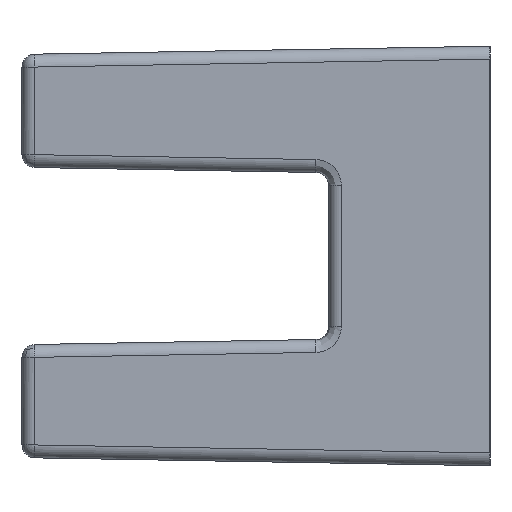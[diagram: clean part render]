
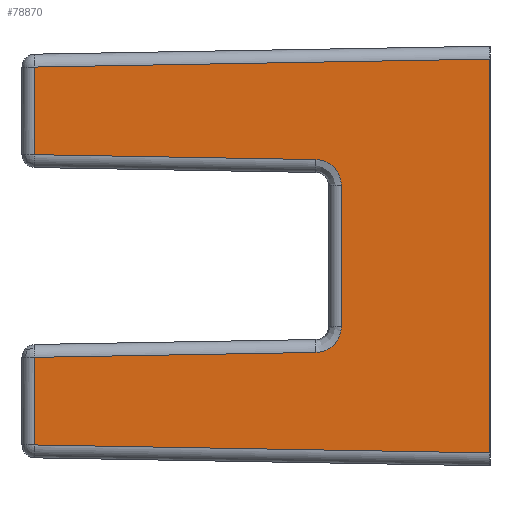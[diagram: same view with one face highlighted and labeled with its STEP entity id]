
A CAD part, left-side view. The second image highlights one B-rep face of the part: STEP entity #78870.
In plain terms, the highlighted planar face has unit normal (-1, 0.018, 0).
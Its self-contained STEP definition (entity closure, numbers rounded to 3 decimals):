
#18050=CARTESIAN_POINT('',(-83.508,28.214,
-11.708));
#18060=VERTEX_POINT('',#18050);
#18090=CARTESIAN_POINT('',(-84.,0.014,
-12.2));
#18100=DIRECTION('',(-0.017,-1.,
-0.017));
#18110=VECTOR('',#18100,1.);
#18120=LINE('',#18090,#18110);
#18130=CARTESIAN_POINT('',(-84.,0.,-12.2))
;
#18140=VERTEX_POINT('',#18130);
#18150=EDGE_CURVE('',#18060,#18140,#18120,.T.);
#19300=CARTESIAN_POINT('',(-84.,0.,12.2));
#19310=VERTEX_POINT('',#19300);
#19660=CARTESIAN_POINT('',(-84.,0.,-6.));
#19670=DIRECTION('',(0.,0.,1.));
#19680=VECTOR('',#19670,1000.);
#19690=LINE('',#19660,#19680);
#19700=EDGE_CURVE('',#18140,#19310,#19690,.T.);
#41080=CARTESIAN_POINT('',(-83.508,28.214,
11.708));
#41090=VERTEX_POINT('',#41080);
#41120=CARTESIAN_POINT('',(-83.508,28.214,0.));
#41130=DIRECTION('',(0.,0.,1.));
#41140=VECTOR('',#41130,1.);
#41150=LINE('',#41120,#41140);
#41160=CARTESIAN_POINT('',(-83.508,28.214,
6.28));
#41170=VERTEX_POINT('',#41160);
#41180=EDGE_CURVE('',#41170,#41090,#41150,.T.);
#43610=CARTESIAN_POINT('',(-84.,0.014,
12.2));
#43620=DIRECTION('',(-0.017,-1.,
0.017));
#43630=VECTOR('',#43620,1.);
#43640=LINE('',#43610,#43630);
#43650=EDGE_CURVE('',#41090,#19310,#43640,.T.);
#74390=CARTESIAN_POINT('',(-83.508,28.214,
-6.28));
#74400=VERTEX_POINT('',#74390);
#74430=CARTESIAN_POINT('',(-83.508,28.214,
0.));
#74440=DIRECTION('',(0.,0.,-1.));
#74450=VECTOR('',#74440,1.);
#74460=LINE('',#74430,#74450);
#74470=EDGE_CURVE('',#74400,#18060,#74460,.T.);
#76380=CARTESIAN_POINT('',(-83.812,10.786,
-5.976));
#76390=VERTEX_POINT('',#76380);
#76420=CARTESIAN_POINT('',(-84.,0.014,
-5.788));
#76430=DIRECTION('',(0.017,1.,
-0.017));
#76440=VECTOR('',#76430,1.);
#76450=LINE('',#76420,#76440);
#76460=EDGE_CURVE('',#76390,#74400,#76450,.T.);
#76610=CARTESIAN_POINT('',(-83.839,9.214,
-4.376));
#76620=VERTEX_POINT('',#76610);
#76710=CARTESIAN_POINT('',(-83.839,9.214,
4.376));
#76720=VERTEX_POINT('',#76710);
#76750=CARTESIAN_POINT('',(-83.839,9.214,0.));
#76760=DIRECTION('',(0.,0.,-1.));
#76770=VECTOR('',#76760,1.);
#76780=LINE('',#76750,#76770);
#76790=EDGE_CURVE('',#76720,#76620,#76780,.T.);
#76890=CARTESIAN_POINT('',(-84.,0.014,
5.788));
#76900=DIRECTION('',(0.017,1.,
0.017));
#76910=VECTOR('',#76900,1.);
#76920=LINE('',#76890,#76910);
#76930=CARTESIAN_POINT('',(-83.812,10.786,
5.976));
#76940=VERTEX_POINT('',#76930);
#76950=EDGE_CURVE('',#76940,#41170,#76920,.T.);
#78320=CARTESIAN_POINT('',(-83.812,10.786,
5.976));
#78330=CARTESIAN_POINT('',(-83.813,10.736,
5.975));
#78340=CARTESIAN_POINT('',(-83.813,10.686,
5.972));
#78350=CARTESIAN_POINT('',(-83.816,10.533,
5.955));
#78360=CARTESIAN_POINT('',(-83.818,10.432,
5.933));
#78370=CARTESIAN_POINT('',(-83.824,10.08,
5.822));
#78380=CARTESIAN_POINT('',(-83.828,9.851,
5.681));
#78390=CARTESIAN_POINT('',(-83.831,9.666,
5.491));
#78400=CARTESIAN_POINT('',(-83.834,9.538,
5.359));
#78410=CARTESIAN_POINT('',(-83.835,9.434,
5.206));
#78420=CARTESIAN_POINT('',(-83.838,9.284,
4.876));
#78430=CARTESIAN_POINT('',(-83.839,9.237,
4.702));
#78440=CARTESIAN_POINT('',(-83.839,9.216,
4.476));
#78450=CARTESIAN_POINT('',(-83.839,9.214,
4.426));
#78460=CARTESIAN_POINT('',(-83.839,9.214,
4.376));
#78470=B_SPLINE_CURVE_WITH_KNOTS('',3,(#78320,#78330,#78340,#78350,
#78360,#78370,#78380,#78390,#78400,#78410,#78420,#78430,#78440,#78450,
#78460),.UNSPECIFIED.,.F.,.F.,(4,2,2,3,2,2,4),(0.,0.114,
0.346,0.942,1.354,1.756,
1.869),.UNSPECIFIED.);
#78480=EDGE_CURVE('',#76940,#76720,#78470,.T.);
#78530=CARTESIAN_POINT('',(-84.,0.,0.));
#78540=DIRECTION('',(1.,-0.017,0.));
#78550=DIRECTION('',(-0.017,-1.,0.));
#78560=AXIS2_PLACEMENT_3D('',#78530,#78540,#78550);
#78570=PLANE('',#78560);
#78580=ORIENTED_EDGE('',*,*,#18150,.T.);
#78590=ORIENTED_EDGE('',*,*,#74470,.T.);
#78600=ORIENTED_EDGE('',*,*,#76460,.T.);
#78610=CARTESIAN_POINT('',(-83.812,10.786,
-5.976));
#78620=CARTESIAN_POINT('',(-83.813,10.736,
-5.975));
#78630=CARTESIAN_POINT('',(-83.813,10.686,
-5.972));
#78640=CARTESIAN_POINT('',(-83.816,10.533,
-5.955));
#78650=CARTESIAN_POINT('',(-83.818,10.432,
-5.933));
#78660=CARTESIAN_POINT('',(-83.824,10.08,
-5.822));
#78670=CARTESIAN_POINT('',(-83.828,9.851,
-5.681));
#78680=CARTESIAN_POINT('',(-83.831,9.666,
-5.491));
#78690=CARTESIAN_POINT('',(-83.834,9.538,
-5.359));
#78700=CARTESIAN_POINT('',(-83.835,9.434,
-5.206));
#78710=CARTESIAN_POINT('',(-83.838,9.284,
-4.876));
#78720=CARTESIAN_POINT('',(-83.839,9.237,
-4.702));
#78730=CARTESIAN_POINT('',(-83.839,9.216,
-4.476));
#78740=CARTESIAN_POINT('',(-83.839,9.214,
-4.426));
#78750=CARTESIAN_POINT('',(-83.839,9.214,
-4.376));
#78760=B_SPLINE_CURVE_WITH_KNOTS('',3,(#78610,#78620,#78630,#78640,
#78650,#78660,#78670,#78680,#78690,#78700,#78710,#78720,#78730,#78740,
#78750),.UNSPECIFIED.,.F.,.F.,(4,2,2,3,2,2,4),(0.,0.114,
0.346,0.942,1.354,1.756,
1.869),.UNSPECIFIED.);
#78770=EDGE_CURVE('',#76390,#76620,#78760,.T.);
#78780=ORIENTED_EDGE('',*,*,#78770,.F.);
#78790=ORIENTED_EDGE('',*,*,#76790,.T.);
#78800=ORIENTED_EDGE('',*,*,#78480,.T.);
#78810=ORIENTED_EDGE('',*,*,#76950,.F.);
#78820=ORIENTED_EDGE('',*,*,#41180,.F.);
#78830=ORIENTED_EDGE('',*,*,#43650,.F.);
#78840=ORIENTED_EDGE('',*,*,#19700,.T.);
#78850=EDGE_LOOP('',(#78840,#78830,#78820,#78810,#78800,#78790,#78780,
#78600,#78590,#78580));
#78860=FACE_OUTER_BOUND('',#78850,.T.);
#78870=ADVANCED_FACE('',(#78860),#78570,.F.);
